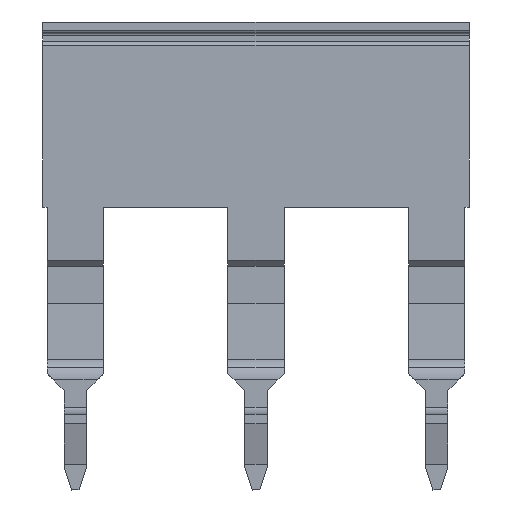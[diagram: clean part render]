
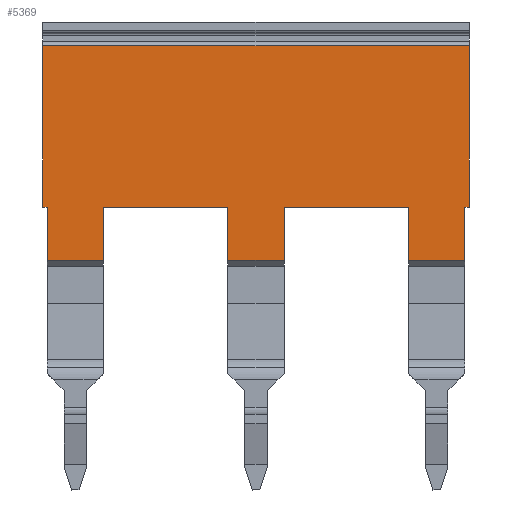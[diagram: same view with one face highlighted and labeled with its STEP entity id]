
A CAD part, front view. The second image highlights one B-rep face of the part: STEP entity #5369.
In plain terms, the highlighted planar face has unit normal (0, -1, 0).
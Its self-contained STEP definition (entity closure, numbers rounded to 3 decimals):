
#5330=AXIS2_PLACEMENT_3D('Plane Axis2P3D',#5327,#5328,#5329) ;
#4434=CARTESIAN_POINT('Vertex',(0.,0.4,19.1)) ;
#4437=CARTESIAN_POINT('Line Origine',(0.,0.4,24.55)) ;
#4441=CARTESIAN_POINT('Vertex',(0.,0.4,30.)) ;
#4608=CARTESIAN_POINT('Vertex',(24.7,0.4,15.5)) ;
#4613=CARTESIAN_POINT('Line Origine',(24.7,0.4,17.3)) ;
#4617=CARTESIAN_POINT('Vertex',(24.7,0.4,19.1)) ;
#4655=CARTESIAN_POINT('Vertex',(16.3,0.4,19.1)) ;
#4665=CARTESIAN_POINT('Line Origine',(20.5,0.4,19.1)) ;
#4696=CARTESIAN_POINT('Line Origine',(16.3,0.4,17.3)) ;
#4700=CARTESIAN_POINT('Vertex',(16.3,0.4,15.5)) ;
#4759=CARTESIAN_POINT('Vertex',(12.5,0.4,15.5)) ;
#4764=CARTESIAN_POINT('Line Origine',(12.5,0.4,17.3)) ;
#4768=CARTESIAN_POINT('Vertex',(12.5,0.4,19.1)) ;
#4801=CARTESIAN_POINT('Vertex',(4.1,0.4,19.1)) ;
#4811=CARTESIAN_POINT('Line Origine',(8.3,0.4,19.1)) ;
#4842=CARTESIAN_POINT('Line Origine',(4.1,0.4,17.3)) ;
#4846=CARTESIAN_POINT('Vertex',(4.1,0.4,15.5)) ;
#4905=CARTESIAN_POINT('Vertex',(0.3,0.4,15.5)) ;
#4910=CARTESIAN_POINT('Line Origine',(0.3,0.4,17.3)) ;
#4914=CARTESIAN_POINT('Vertex',(0.3,0.4,19.1)) ;
#4943=CARTESIAN_POINT('Line Origine',(0.15,0.4,19.1)) ;
#4993=CARTESIAN_POINT('Vertex',(28.5,0.4,15.5)) ;
#4996=CARTESIAN_POINT('Line Origine',(26.6,0.4,15.5)) ;
#5013=CARTESIAN_POINT('Line Origine',(14.4,0.4,15.5)) ;
#5032=CARTESIAN_POINT('Line Origine',(2.2,0.4,15.5)) ;
#5312=CARTESIAN_POINT('Vertex',(28.8,0.4,30.)) ;
#5315=CARTESIAN_POINT('Line Origine',(14.4,0.4,30.)) ;
#5327=CARTESIAN_POINT('Axis2P3D Location',(0.,0.4,15.5)) ;
#5332=CARTESIAN_POINT('Line Origine',(28.8,0.4,24.55)) ;
#5336=CARTESIAN_POINT('Vertex',(28.8,0.4,19.1)) ;
#5339=CARTESIAN_POINT('Line Origine',(28.5,0.4,17.3)) ;
#5343=CARTESIAN_POINT('Vertex',(28.5,0.4,19.1)) ;
#5346=CARTESIAN_POINT('Line Origine',(28.65,0.4,19.1)) ;
#4438=DIRECTION('Vector Direction',(0.,0.,1.)) ;
#4614=DIRECTION('Vector Direction',(0.,0.,1.)) ;
#4666=DIRECTION('Vector Direction',(-1.,0.,0.)) ;
#4697=DIRECTION('Vector Direction',(0.,0.,1.)) ;
#4765=DIRECTION('Vector Direction',(0.,0.,1.)) ;
#4812=DIRECTION('Vector Direction',(-1.,0.,0.)) ;
#4843=DIRECTION('Vector Direction',(0.,0.,1.)) ;
#4911=DIRECTION('Vector Direction',(0.,0.,1.)) ;
#4944=DIRECTION('Vector Direction',(-1.,0.,0.)) ;
#4997=DIRECTION('Vector Direction',(1.,0.,0.)) ;
#5014=DIRECTION('Vector Direction',(1.,0.,0.)) ;
#5033=DIRECTION('Vector Direction',(1.,0.,0.)) ;
#5316=DIRECTION('Vector Direction',(1.,0.,0.)) ;
#5328=DIRECTION('Axis2P3D Direction',(0.,1.,0.)) ;
#5329=DIRECTION('Axis2P3D XDirection',(0.,0.,1.)) ;
#5333=DIRECTION('Vector Direction',(0.,0.,-1.)) ;
#5340=DIRECTION('Vector Direction',(0.,0.,1.)) ;
#5347=DIRECTION('Vector Direction',(-1.,0.,0.)) ;
#4439=VECTOR('Line Direction',#4438,1.) ;
#4615=VECTOR('Line Direction',#4614,1.) ;
#4667=VECTOR('Line Direction',#4666,1.) ;
#4698=VECTOR('Line Direction',#4697,1.) ;
#4766=VECTOR('Line Direction',#4765,1.) ;
#4813=VECTOR('Line Direction',#4812,1.) ;
#4844=VECTOR('Line Direction',#4843,1.) ;
#4912=VECTOR('Line Direction',#4911,1.) ;
#4945=VECTOR('Line Direction',#4944,1.) ;
#4998=VECTOR('Line Direction',#4997,1.) ;
#5015=VECTOR('Line Direction',#5014,1.) ;
#5034=VECTOR('Line Direction',#5033,1.) ;
#5317=VECTOR('Line Direction',#5316,1.) ;
#5334=VECTOR('Line Direction',#5333,1.) ;
#5341=VECTOR('Line Direction',#5340,1.) ;
#5348=VECTOR('Line Direction',#5347,1.) ;
#5352=ORIENTED_EDGE('',*,*,#5338,.F.) ;
#5353=ORIENTED_EDGE('',*,*,#5319,.F.) ;
#5354=ORIENTED_EDGE('',*,*,#4443,.T.) ;
#5355=ORIENTED_EDGE('',*,*,#4947,.F.) ;
#5356=ORIENTED_EDGE('',*,*,#4916,.F.) ;
#5357=ORIENTED_EDGE('',*,*,#5036,.T.) ;
#5358=ORIENTED_EDGE('',*,*,#4848,.T.) ;
#5359=ORIENTED_EDGE('',*,*,#4815,.F.) ;
#5360=ORIENTED_EDGE('',*,*,#4770,.F.) ;
#5361=ORIENTED_EDGE('',*,*,#5017,.T.) ;
#5362=ORIENTED_EDGE('',*,*,#4702,.T.) ;
#5363=ORIENTED_EDGE('',*,*,#4669,.F.) ;
#5364=ORIENTED_EDGE('',*,*,#4619,.F.) ;
#5365=ORIENTED_EDGE('',*,*,#5000,.T.) ;
#5366=ORIENTED_EDGE('',*,*,#5345,.T.) ;
#5367=ORIENTED_EDGE('',*,*,#5350,.F.) ;
#5369=ADVANCED_FACE('V2',(#5368),#5331,.F.) ;
#4443=EDGE_CURVE('',#4442,#4435,#4440,.F.) ;
#4619=EDGE_CURVE('',#4609,#4618,#4616,.T.) ;
#4669=EDGE_CURVE('',#4618,#4656,#4668,.T.) ;
#4702=EDGE_CURVE('',#4701,#4656,#4699,.T.) ;
#4770=EDGE_CURVE('',#4760,#4769,#4767,.T.) ;
#4815=EDGE_CURVE('',#4769,#4802,#4814,.T.) ;
#4848=EDGE_CURVE('',#4847,#4802,#4845,.T.) ;
#4916=EDGE_CURVE('',#4906,#4915,#4913,.T.) ;
#4947=EDGE_CURVE('',#4915,#4435,#4946,.T.) ;
#5000=EDGE_CURVE('',#4609,#4994,#4999,.T.) ;
#5017=EDGE_CURVE('',#4760,#4701,#5016,.T.) ;
#5036=EDGE_CURVE('',#4906,#4847,#5035,.T.) ;
#5319=EDGE_CURVE('',#4442,#5313,#5318,.T.) ;
#5338=EDGE_CURVE('',#5313,#5337,#5335,.T.) ;
#5345=EDGE_CURVE('',#4994,#5344,#5342,.T.) ;
#5350=EDGE_CURVE('',#5337,#5344,#5349,.T.) ;
#5351=EDGE_LOOP('',(#5352,#5353,#5354,#5355,#5356,#5357,#5358,#5359,#5360,#5361,#5362,#5363,#5364,#5365,#5366,#5367)) ;
#5368=FACE_OUTER_BOUND('',#5351,.T.) ;
#4440=LINE('Line',#4437,#4439) ;
#4616=LINE('Line',#4613,#4615) ;
#4668=LINE('Line',#4665,#4667) ;
#4699=LINE('Line',#4696,#4698) ;
#4767=LINE('Line',#4764,#4766) ;
#4814=LINE('Line',#4811,#4813) ;
#4845=LINE('Line',#4842,#4844) ;
#4913=LINE('Line',#4910,#4912) ;
#4946=LINE('Line',#4943,#4945) ;
#4999=LINE('Line',#4996,#4998) ;
#5016=LINE('Line',#5013,#5015) ;
#5035=LINE('Line',#5032,#5034) ;
#5318=LINE('Line',#5315,#5317) ;
#5335=LINE('Line',#5332,#5334) ;
#5342=LINE('Line',#5339,#5341) ;
#5349=LINE('Line',#5346,#5348) ;
#5331=PLANE('',#5330) ;
#4435=VERTEX_POINT('',#4434) ;
#4442=VERTEX_POINT('',#4441) ;
#4609=VERTEX_POINT('',#4608) ;
#4618=VERTEX_POINT('',#4617) ;
#4656=VERTEX_POINT('',#4655) ;
#4701=VERTEX_POINT('',#4700) ;
#4760=VERTEX_POINT('',#4759) ;
#4769=VERTEX_POINT('',#4768) ;
#4802=VERTEX_POINT('',#4801) ;
#4847=VERTEX_POINT('',#4846) ;
#4906=VERTEX_POINT('',#4905) ;
#4915=VERTEX_POINT('',#4914) ;
#4994=VERTEX_POINT('',#4993) ;
#5313=VERTEX_POINT('',#5312) ;
#5337=VERTEX_POINT('',#5336) ;
#5344=VERTEX_POINT('',#5343) ;
